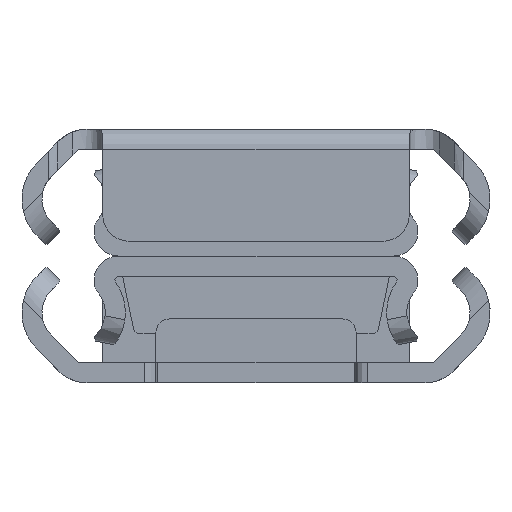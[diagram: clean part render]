
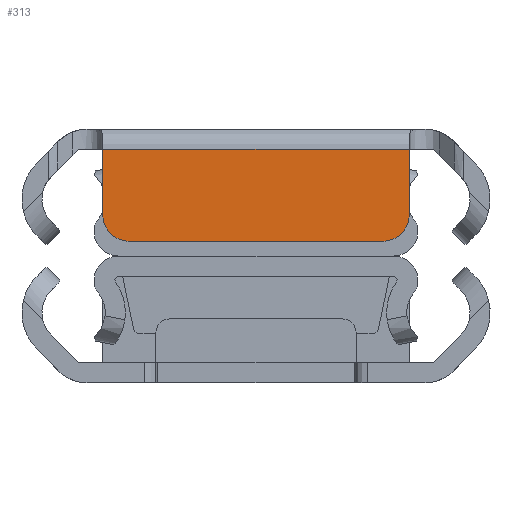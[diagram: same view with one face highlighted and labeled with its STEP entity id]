
A CAD part, left-side view. The second image highlights one B-rep face of the part: STEP entity #313.
In plain terms, the highlighted face is planar.
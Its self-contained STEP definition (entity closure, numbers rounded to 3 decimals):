
#7 = EDGE_LOOP ( 'NONE', ( #4540, #407, #492, #4290, #1352, #4479 ) ) ;
#215 = AXIS2_PLACEMENT_3D ( 'NONE', #1428, #1013, #2923 ) ;
#307 = CIRCLE ( 'NONE', #1984, 2. ) ;
#313 = ADVANCED_FACE ( 'NONE', ( #1551 ), #4419, .F. ) ;
#407 = ORIENTED_EDGE ( 'NONE', *, *, #2701, .T. ) ;
#422 = CARTESIAN_POINT ( 'NONE',  ( -2.5, 11.5, -660.4 ) ) ;
#492 = ORIENTED_EDGE ( 'NONE', *, *, #2367, .F. ) ;
#640 = DIRECTION ( 'NONE',  ( 0., -1., 0. ) ) ;
#868 = VECTOR ( 'NONE', #3325, 1000. ) ;
#894 = EDGE_CURVE ( 'NONE', #1002, #4590, #1357, .T. ) ;
#1002 = VERTEX_POINT ( 'NONE', #2770 ) ;
#1013 = DIRECTION ( 'NONE',  ( 0., 0., 1. ) ) ;
#1349 = VERTEX_POINT ( 'NONE', #2743 ) ;
#1352 = ORIENTED_EDGE ( 'NONE', *, *, #3497, .F. ) ;
#1357 = LINE ( 'NONE', #2914, #868 ) ;
#1428 = CARTESIAN_POINT ( 'NONE',  ( 4.9, 9.5, -660.4 ) ) ;
#1469 = CARTESIAN_POINT ( 'NONE',  ( 0., 0., -660.4 ) ) ;
#1551 = FACE_OUTER_BOUND ( 'NONE', #7, .T. ) ;
#1871 = VECTOR ( 'NONE', #4316, 1000. ) ;
#1939 = CARTESIAN_POINT ( 'NONE',  ( -2.5, -11.5, -660.4 ) ) ;
#1984 = AXIS2_PLACEMENT_3D ( 'NONE', #3243, #2753, #4798 ) ;
#2092 = VERTEX_POINT ( 'NONE', #5119 ) ;
#2240 = LINE ( 'NONE', #1939, #1871 ) ;
#2367 = EDGE_CURVE ( 'NONE', #4590, #1349, #3556, .T. ) ;
#2418 = CARTESIAN_POINT ( 'NONE',  ( 1.5, 12.665, -660.4 ) ) ;
#2701 = EDGE_CURVE ( 'NONE', #2092, #1349, #2765, .T. ) ;
#2743 = CARTESIAN_POINT ( 'NONE',  ( 4.9, 11.5, -660.4 ) ) ;
#2753 = DIRECTION ( 'NONE',  ( 0., 0., 1. ) ) ;
#2765 = LINE ( 'NONE', #422, #4062 ) ;
#2770 = CARTESIAN_POINT ( 'NONE',  ( 6.9, -9.5, -660.4 ) ) ;
#2784 = DIRECTION ( 'NONE',  ( 1., 0., 0. ) ) ;
#2914 = CARTESIAN_POINT ( 'NONE',  ( 6.9, 0., -660.4 ) ) ;
#2923 = DIRECTION ( 'NONE',  ( -1., 0., 0. ) ) ;
#3243 = CARTESIAN_POINT ( 'NONE',  ( 4.9, -9.5, -660.4 ) ) ;
#3325 = DIRECTION ( 'NONE',  ( 0., 1., 0. ) ) ;
#3364 = VECTOR ( 'NONE', #640, 1000. ) ;
#3497 = EDGE_CURVE ( 'NONE', #4620, #1002, #307, .T. ) ;
#3503 = CARTESIAN_POINT ( 'NONE',  ( 4.9, -11.5, -660.4 ) ) ;
#3544 = VERTEX_POINT ( 'NONE', #4769 ) ;
#3556 = CIRCLE ( 'NONE', #215, 2. ) ;
#4062 = VECTOR ( 'NONE', #2784, 1000. ) ;
#4121 = AXIS2_PLACEMENT_3D ( 'NONE', #2418, #4397, #4807 ) ;
#4182 = EDGE_CURVE ( 'NONE', #4620, #3544, #2240, .T. ) ;
#4290 = ORIENTED_EDGE ( 'NONE', *, *, #894, .F. ) ;
#4316 = DIRECTION ( 'NONE',  ( -1., 0., 0. ) ) ;
#4397 = DIRECTION ( 'NONE',  ( 0., 0., 1. ) ) ;
#4419 = PLANE ( 'NONE',  #4121 ) ;
#4479 = ORIENTED_EDGE ( 'NONE', *, *, #4182, .T. ) ;
#4540 = ORIENTED_EDGE ( 'NONE', *, *, #4565, .F. ) ;
#4565 = EDGE_CURVE ( 'NONE', #2092, #3544, #4627, .T. ) ;
#4590 = VERTEX_POINT ( 'NONE', #4654 ) ;
#4620 = VERTEX_POINT ( 'NONE', #3503 ) ;
#4627 = LINE ( 'NONE', #1469, #3364 ) ;
#4654 = CARTESIAN_POINT ( 'NONE',  ( 6.9, 9.5, -660.4 ) ) ;
#4769 = CARTESIAN_POINT ( 'NONE',  ( 0., -11.5, -660.4 ) ) ;
#4798 = DIRECTION ( 'NONE',  ( 1., 0., 0. ) ) ;
#4807 = DIRECTION ( 'NONE',  ( 1., 0., 0. ) ) ;
#5119 = CARTESIAN_POINT ( 'NONE',  ( 0., 11.5, -660.4 ) ) ;
